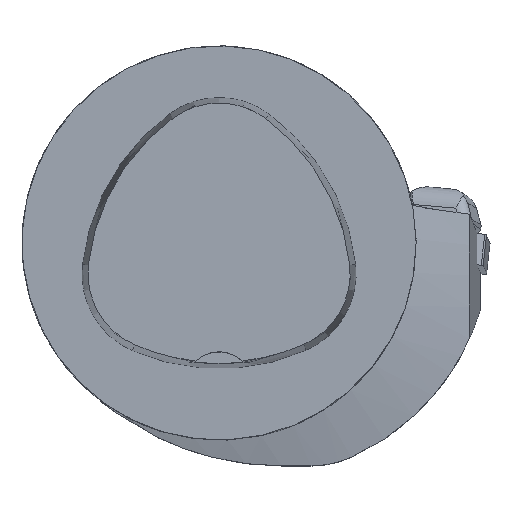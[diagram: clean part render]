
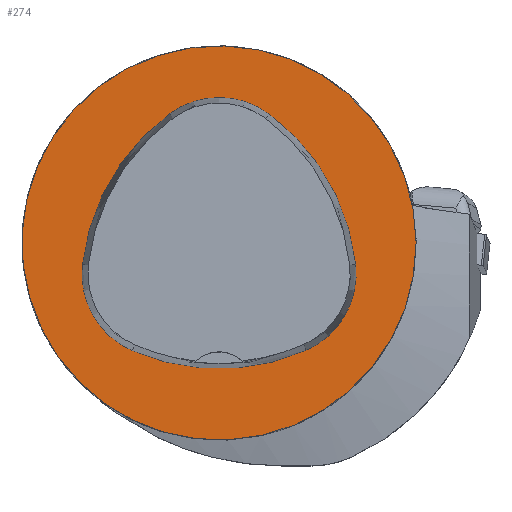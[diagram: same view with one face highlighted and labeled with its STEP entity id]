
A CAD part, top view. The second image highlights one B-rep face of the part: STEP entity #274.
In plain terms, the highlighted planar face has unit normal (0, 0, 1).
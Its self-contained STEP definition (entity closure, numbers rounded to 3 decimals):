
#274=ADVANCED_FACE('',(#680,#681),#349,.T.);
#349=PLANE('',#1860);
#680=FACE_BOUND('',#722,.T.);
#681=FACE_BOUND('',#723,.T.);
#722=EDGE_LOOP('',(#975,#976,#977,#978,#979,#980));
#723=EDGE_LOOP('',(#981));
#975=ORIENTED_EDGE('',*,*,#1546,.F.);
#976=ORIENTED_EDGE('',*,*,#1541,.F.);
#977=ORIENTED_EDGE('',*,*,#1536,.F.);
#978=ORIENTED_EDGE('',*,*,#1533,.F.);
#979=ORIENTED_EDGE('',*,*,#1530,.F.);
#980=ORIENTED_EDGE('',*,*,#1526,.F.);
#981=ORIENTED_EDGE('',*,*,#1510,.T.);
#1337=VERTEX_POINT('',#2735);
#1351=VERTEX_POINT('',#2791);
#1352=VERTEX_POINT('',#2792);
#1355=VERTEX_POINT('',#2800);
#1357=VERTEX_POINT('',#2806);
#1359=VERTEX_POINT('',#2812);
#1363=VERTEX_POINT('',#2825);
#1510=EDGE_CURVE('',#1337,#1337,#1665,.T.);
#1526=EDGE_CURVE('',#1351,#1352,#1667,.T.);
#1530=EDGE_CURVE('',#1352,#1355,#1669,.T.);
#1533=EDGE_CURVE('',#1355,#1357,#1671,.T.);
#1536=EDGE_CURVE('',#1357,#1359,#1673,.T.);
#1541=EDGE_CURVE('',#1359,#1363,#1676,.T.);
#1546=EDGE_CURVE('',#1363,#1351,#1679,.T.);
#1665=CIRCLE('',#1830,40.);
#1667=CIRCLE('',#1838,44.);
#1669=CIRCLE('',#1841,17.);
#1671=CIRCLE('',#1844,44.);
#1673=CIRCLE('',#1847,17.);
#1676=CIRCLE('',#1851,44.);
#1679=CIRCLE('',#1855,17.);
#1830=AXIS2_PLACEMENT_3D('',#2734,#2120,#2121);
#1838=AXIS2_PLACEMENT_3D('',#2790,#2140,#2141);
#1841=AXIS2_PLACEMENT_3D('',#2799,#2148,#2149);
#1844=AXIS2_PLACEMENT_3D('',#2805,#2155,#2156);
#1847=AXIS2_PLACEMENT_3D('',#2811,#2162,#2163);
#1851=AXIS2_PLACEMENT_3D('',#2824,#2171,#2172);
#1855=AXIS2_PLACEMENT_3D('',#2837,#2180,#2181);
#1860=AXIS2_PLACEMENT_3D('',#2842,#2190,#2191);
#2120=DIRECTION('',(0.,0.,1.));
#2121=DIRECTION('',(1.,0.,0.));
#2140=DIRECTION('',(0.,0.,1.));
#2141=DIRECTION('',(1.,0.,0.));
#2148=DIRECTION('',(0.,0.,1.));
#2149=DIRECTION('',(1.,0.,0.));
#2155=DIRECTION('',(0.,0.,1.));
#2156=DIRECTION('',(1.,0.,0.));
#2162=DIRECTION('',(0.,0.,1.));
#2163=DIRECTION('',(1.,0.,0.));
#2171=DIRECTION('',(0.,0.,1.));
#2172=DIRECTION('',(1.,0.,0.));
#2180=DIRECTION('',(0.,0.,1.));
#2181=DIRECTION('',(1.,0.,0.));
#2190=DIRECTION('',(0.,0.,1.));
#2191=DIRECTION('',(-1.,0.,0.));
#2734=CARTESIAN_POINT('',(0.,0.,0.));
#2735=CARTESIAN_POINT('',(40.,0.,0.));
#2790=CARTESIAN_POINT('',(-16.01,-9.224,0.));
#2791=CARTESIAN_POINT('',(27.722,-4.378,0.));
#2792=CARTESIAN_POINT('',(10.119,26.178,0.));
#2799=CARTESIAN_POINT('',(0.023,12.5,0.));
#2800=CARTESIAN_POINT('',(-10.049,26.194,0.));
#2805=CARTESIAN_POINT('',(16.021,-9.25,0.));
#2806=CARTESIAN_POINT('',(-27.71,-4.394,0.));
#2811=CARTESIAN_POINT('',(-10.814,-6.27,0.));
#2812=CARTESIAN_POINT('',(-17.611,-21.852,0.));
#2824=CARTESIAN_POINT('',(-0.017,18.477,0.));
#2825=CARTESIAN_POINT('',(17.652,-21.819,0.));
#2837=CARTESIAN_POINT('',(10.825,-6.25,0.));
#2842=CARTESIAN_POINT('',(0.,0.,0.));
